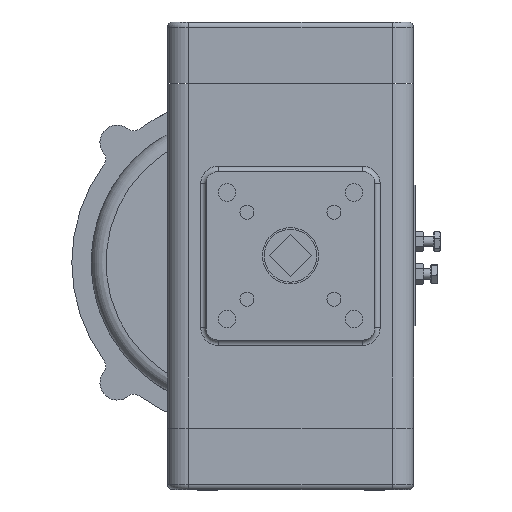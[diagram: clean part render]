
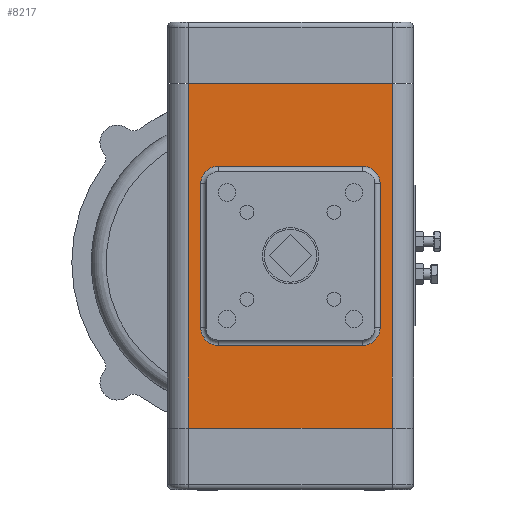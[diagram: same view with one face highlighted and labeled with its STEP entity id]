
A CAD part, front view. The second image highlights one B-rep face of the part: STEP entity #8217.
In plain terms, the highlighted planar face has unit normal (0, -1, 0).
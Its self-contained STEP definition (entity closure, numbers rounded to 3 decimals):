
#518=FACE_BOUND('',#1568,.T.);
#665=PLANE('',#9125);
#1062=FACE_OUTER_BOUND('',#1567,.T.);
#1567=EDGE_LOOP('',(#6735,#6736,#6737,#6738));
#1568=EDGE_LOOP('',(#6739,#6740,#6741,#6742,#6743,#6744,#6745,#6746));
#2100=LINE('',#15685,#2606);
#2102=LINE('',#15697,#2608);
#2104=LINE('',#15709,#2610);
#2105=LINE('',#15717,#2611);
#2114=LINE('',#15740,#2620);
#2115=LINE('',#15742,#2621);
#2116=LINE('',#15744,#2622);
#2117=LINE('',#15745,#2623);
#2606=VECTOR('',#10874,10.);
#2608=VECTOR('',#10888,10.);
#2610=VECTOR('',#10902,10.);
#2611=VECTOR('',#10913,10.);
#2620=VECTOR('',#10936,10.);
#2621=VECTOR('',#10937,10.);
#2622=VECTOR('',#10938,10.);
#2623=VECTOR('',#10939,10.);
#3030=CIRCLE('',#9097,10.);
#3036=CIRCLE('',#9105,10.);
#3040=CIRCLE('',#9111,10.);
#3044=CIRCLE('',#9117,10.);
#3706=VERTEX_POINT('',#15673);
#3707=VERTEX_POINT('',#15675);
#3709=VERTEX_POINT('',#15681);
#3711=VERTEX_POINT('',#15687);
#3713=VERTEX_POINT('',#15693);
#3715=VERTEX_POINT('',#15699);
#3717=VERTEX_POINT('',#15705);
#3719=VERTEX_POINT('',#15711);
#3726=VERTEX_POINT('',#15738);
#3727=VERTEX_POINT('',#15739);
#3728=VERTEX_POINT('',#15741);
#3729=VERTEX_POINT('',#15743);
#4735=EDGE_CURVE('',#3706,#3707,#3030,.T.);
#4740=EDGE_CURVE('',#3707,#3709,#2100,.T.);
#4743=EDGE_CURVE('',#3709,#3711,#3036,.T.);
#4746=EDGE_CURVE('',#3711,#3713,#2102,.T.);
#4749=EDGE_CURVE('',#3713,#3715,#3040,.T.);
#4752=EDGE_CURVE('',#3715,#3717,#2104,.T.);
#4755=EDGE_CURVE('',#3717,#3719,#3044,.T.);
#4756=EDGE_CURVE('',#3719,#3706,#2105,.T.);
#4767=EDGE_CURVE('',#3726,#3727,#2114,.T.);
#4768=EDGE_CURVE('',#3728,#3726,#2115,.T.);
#4769=EDGE_CURVE('',#3729,#3728,#2116,.T.);
#4770=EDGE_CURVE('',#3727,#3729,#2117,.T.);
#6735=ORIENTED_EDGE('',*,*,#4767,.F.);
#6736=ORIENTED_EDGE('',*,*,#4768,.F.);
#6737=ORIENTED_EDGE('',*,*,#4769,.F.);
#6738=ORIENTED_EDGE('',*,*,#4770,.F.);
#6739=ORIENTED_EDGE('',*,*,#4735,.F.);
#6740=ORIENTED_EDGE('',*,*,#4756,.F.);
#6741=ORIENTED_EDGE('',*,*,#4755,.F.);
#6742=ORIENTED_EDGE('',*,*,#4752,.F.);
#6743=ORIENTED_EDGE('',*,*,#4749,.F.);
#6744=ORIENTED_EDGE('',*,*,#4746,.F.);
#6745=ORIENTED_EDGE('',*,*,#4743,.F.);
#6746=ORIENTED_EDGE('',*,*,#4740,.F.);
#8217=ADVANCED_FACE('',(#1062,#518),#665,.T.);
#9097=AXIS2_PLACEMENT_3D('',#15676,#10863,#10864);
#9105=AXIS2_PLACEMENT_3D('',#15691,#10881,#10882);
#9111=AXIS2_PLACEMENT_3D('',#15703,#10895,#10896);
#9117=AXIS2_PLACEMENT_3D('',#15715,#10909,#10910);
#9125=AXIS2_PLACEMENT_3D('',#15737,#10934,#10935);
#10863=DIRECTION('center_axis',(0.,-1.,0.));
#10864=DIRECTION('ref_axis',(-0.707,0.,0.707));
#10874=DIRECTION('',(0.,0.,-1.));
#10881=DIRECTION('center_axis',(0.,-1.,0.));
#10882=DIRECTION('ref_axis',(-0.707,0.,-0.707));
#10888=DIRECTION('',(1.,0.,0.));
#10895=DIRECTION('center_axis',(0.,-1.,0.));
#10896=DIRECTION('ref_axis',(0.707,0.,-0.707));
#10902=DIRECTION('',(0.,0.,1.));
#10909=DIRECTION('center_axis',(0.,-1.,0.));
#10910=DIRECTION('ref_axis',(0.707,0.,0.707));
#10913=DIRECTION('',(-1.,0.,0.));
#10934=DIRECTION('center_axis',(0.,-1.,0.));
#10935=DIRECTION('ref_axis',(1.,0.,0.));
#10936=DIRECTION('',(0.,0.,-1.));
#10937=DIRECTION('',(1.,0.,0.));
#10938=DIRECTION('',(0.,0.,1.));
#10939=DIRECTION('',(-1.,0.,0.));
#15673=CARTESIAN_POINT('',(-41.,-70.,51.));
#15675=CARTESIAN_POINT('',(-51.,-70.,41.));
#15676=CARTESIAN_POINT('Origin',(-41.,-70.,41.));
#15681=CARTESIAN_POINT('',(-51.,-70.,-41.));
#15685=CARTESIAN_POINT('',(-51.,-70.,24.));
#15687=CARTESIAN_POINT('',(-41.,-70.,-51.));
#15691=CARTESIAN_POINT('Origin',(-41.,-70.,-41.));
#15693=CARTESIAN_POINT('',(41.,-70.,-51.));
#15697=CARTESIAN_POINT('',(-59.,-70.,-51.));
#15699=CARTESIAN_POINT('',(51.,-70.,-41.));
#15703=CARTESIAN_POINT('Origin',(41.,-70.,-41.));
#15705=CARTESIAN_POINT('',(51.,-70.,41.));
#15709=CARTESIAN_POINT('',(51.,-70.,-24.));
#15711=CARTESIAN_POINT('',(41.,-70.,51.));
#15715=CARTESIAN_POINT('Origin',(41.,-70.,41.));
#15717=CARTESIAN_POINT('',(-11.,-70.,51.));
#15737=CARTESIAN_POINT('Origin',(-70.,-70.,0.));
#15738=CARTESIAN_POINT('',(58.,-70.,98.));
#15739=CARTESIAN_POINT('',(58.,-70.,-98.));
#15740=CARTESIAN_POINT('',(58.,-70.,0.));
#15741=CARTESIAN_POINT('',(-58.,-70.,98.));
#15742=CARTESIAN_POINT('',(-70.,-70.,98.));
#15743=CARTESIAN_POINT('',(-58.,-70.,-98.));
#15744=CARTESIAN_POINT('',(-58.,-70.,0.));
#15745=CARTESIAN_POINT('',(-70.,-70.,-98.));
